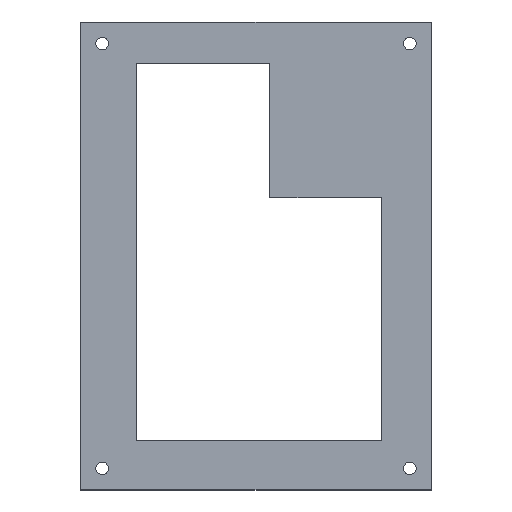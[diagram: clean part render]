
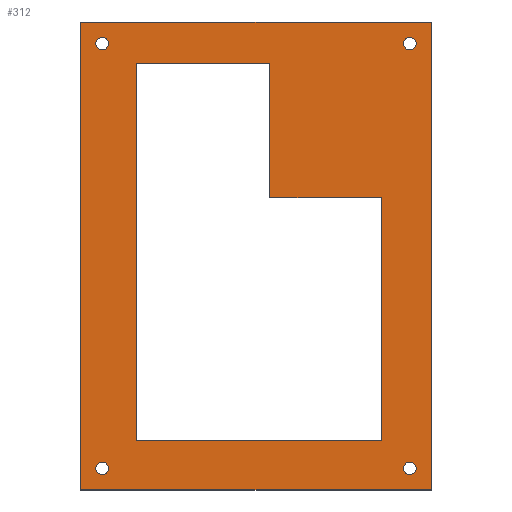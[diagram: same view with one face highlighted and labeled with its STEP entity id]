
A CAD part, top view. The second image highlights one B-rep face of the part: STEP entity #312.
In plain terms, the highlighted planar face has unit normal (0, 0, 1).
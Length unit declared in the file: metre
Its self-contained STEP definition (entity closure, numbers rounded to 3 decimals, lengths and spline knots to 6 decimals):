
#12=CIRCLE('',#337,0.00145);
#14=CIRCLE('',#340,0.00145);
#16=CIRCLE('',#343,0.00145);
#18=CIRCLE('',#346,0.00145);
#72=ORIENTED_EDGE('',*,*,#134,.F.);
#73=ORIENTED_EDGE('',*,*,#132,.F.);
#74=ORIENTED_EDGE('',*,*,#130,.F.);
#75=ORIENTED_EDGE('',*,*,#128,.F.);
#76=ORIENTED_EDGE('',*,*,#112,.F.);
#77=ORIENTED_EDGE('',*,*,#116,.T.);
#78=ORIENTED_EDGE('',*,*,#119,.T.);
#79=ORIENTED_EDGE('',*,*,#122,.T.);
#80=ORIENTED_EDGE('',*,*,#125,.T.);
#81=ORIENTED_EDGE('',*,*,#127,.F.);
#82=ORIENTED_EDGE('',*,*,#102,.F.);
#83=ORIENTED_EDGE('',*,*,#106,.T.);
#84=ORIENTED_EDGE('',*,*,#109,.T.);
#85=ORIENTED_EDGE('',*,*,#137,.F.);
#102=EDGE_CURVE('',#140,#141,#168,.T.);
#106=EDGE_CURVE('',#140,#143,#172,.T.);
#109=EDGE_CURVE('',#143,#145,#175,.T.);
#112=EDGE_CURVE('',#148,#149,#178,.T.);
#116=EDGE_CURVE('',#148,#151,#182,.T.);
#119=EDGE_CURVE('',#151,#153,#185,.T.);
#122=EDGE_CURVE('',#153,#155,#188,.T.);
#125=EDGE_CURVE('',#155,#157,#191,.T.);
#127=EDGE_CURVE('',#149,#157,#193,.T.);
#128=EDGE_CURVE('',#158,#158,#12,.T.);
#130=EDGE_CURVE('',#160,#160,#14,.T.);
#132=EDGE_CURVE('',#162,#162,#16,.T.);
#134=EDGE_CURVE('',#164,#164,#18,.T.);
#137=EDGE_CURVE('',#141,#145,#195,.T.);
#140=VERTEX_POINT('',#437);
#141=VERTEX_POINT('',#439);
#143=VERTEX_POINT('',#445);
#145=VERTEX_POINT('',#451);
#148=VERTEX_POINT('',#458);
#149=VERTEX_POINT('',#460);
#151=VERTEX_POINT('',#466);
#153=VERTEX_POINT('',#472);
#155=VERTEX_POINT('',#478);
#157=VERTEX_POINT('',#484);
#158=VERTEX_POINT('',#491);
#160=VERTEX_POINT('',#496);
#162=VERTEX_POINT('',#501);
#164=VERTEX_POINT('',#506);
#168=LINE('',#438,#198);
#172=LINE('',#446,#202);
#175=LINE('',#452,#205);
#178=LINE('',#459,#208);
#182=LINE('',#467,#212);
#185=LINE('',#473,#215);
#188=LINE('',#479,#218);
#191=LINE('',#485,#221);
#193=LINE('',#488,#223);
#195=LINE('',#511,#225);
#198=VECTOR('',#357,1.);
#202=VECTOR('',#363,1.);
#205=VECTOR('',#368,1.);
#208=VECTOR('',#373,1.);
#212=VECTOR('',#379,1.);
#215=VECTOR('',#384,1.);
#218=VECTOR('',#389,1.);
#221=VECTOR('',#394,1.);
#223=VECTOR('',#398,1.);
#225=VECTOR('',#426,1.);
#244=EDGE_LOOP('',(#72));
#245=EDGE_LOOP('',(#73));
#246=EDGE_LOOP('',(#74));
#247=EDGE_LOOP('',(#75));
#248=EDGE_LOOP('',(#76,#77,#78,#79,#80,#81));
#249=EDGE_LOOP('',(#82,#83,#84,#85));
#274=FACE_BOUND('',#244,.T.);
#275=FACE_BOUND('',#245,.T.);
#276=FACE_BOUND('',#246,.T.);
#277=FACE_BOUND('',#247,.T.);
#278=FACE_BOUND('',#248,.T.);
#279=FACE_BOUND('',#249,.T.);
#296=PLANE('',#349);
#312=ADVANCED_FACE('',(#274,#275,#276,#277,#278,#279),#296,.T.);
#337=AXIS2_PLACEMENT_3D('',#490,#401,#402);
#340=AXIS2_PLACEMENT_3D('',#495,#407,#408);
#343=AXIS2_PLACEMENT_3D('',#500,#413,#414);
#346=AXIS2_PLACEMENT_3D('',#505,#419,#420);
#349=AXIS2_PLACEMENT_3D('',#512,#427,#428);
#357=DIRECTION('',(1.,0.,0.));
#363=DIRECTION('',(0.,-1.,0.));
#368=DIRECTION('',(1.,0.,0.));
#373=DIRECTION('',(0.,-1.,0.));
#379=DIRECTION('',(1.,0.,0.));
#384=DIRECTION('',(0.,-1.,0.));
#389=DIRECTION('',(1.,0.,0.));
#394=DIRECTION('',(0.,-1.,0.));
#398=DIRECTION('',(1.,0.,0.));
#401=DIRECTION('',(0.,0.,1.));
#402=DIRECTION('',(1.,0.,0.));
#407=DIRECTION('',(0.,0.,1.));
#408=DIRECTION('',(1.,0.,0.));
#413=DIRECTION('',(0.,0.,1.));
#414=DIRECTION('',(1.,0.,0.));
#419=DIRECTION('',(0.,0.,1.));
#420=DIRECTION('',(1.,0.,0.));
#426=DIRECTION('',(0.,-1.,0.));
#427=DIRECTION('',(0.,0.,1.));
#428=DIRECTION('',(1.,0.,0.));
#437=CARTESIAN_POINT('',(-0.040129,0.054263,0.016));
#438=CARTESIAN_POINT('',(0.000371,0.054263,0.016));
#439=CARTESIAN_POINT('',(0.040871,0.054263,0.016));
#445=CARTESIAN_POINT('',(-0.040129,-0.053737,0.016));
#446=CARTESIAN_POINT('',(-0.040129,0.000263,0.016));
#451=CARTESIAN_POINT('',(0.040871,-0.053737,0.016));
#452=CARTESIAN_POINT('',(0.000371,-0.053737,0.016));
#458=CARTESIAN_POINT('',(-0.027224,0.044756,0.016));
#459=CARTESIAN_POINT('',(-0.027224,0.029239,0.016));
#460=CARTESIAN_POINT('',(-0.027224,-0.042432,0.016));
#466=CARTESIAN_POINT('',(0.003555,0.044756,0.016));
#467=CARTESIAN_POINT('',(-0.011834,0.044756,0.016));
#472=CARTESIAN_POINT('',(0.003555,0.013723,0.016));
#473=CARTESIAN_POINT('',(0.003555,0.029239,0.016));
#478=CARTESIAN_POINT('',(0.029363,0.013723,0.016));
#479=CARTESIAN_POINT('',(0.016459,0.013723,0.016));
#484=CARTESIAN_POINT('',(0.029363,-0.042432,0.016));
#485=CARTESIAN_POINT('',(0.029363,-0.014355,0.016));
#488=CARTESIAN_POINT('',(0.00107,-0.042432,0.016));
#490=CARTESIAN_POINT('',(-0.035129,0.049263,0.016));
#491=CARTESIAN_POINT('',(-0.033679,0.049263,0.016));
#495=CARTESIAN_POINT('',(0.035871,0.049263,0.016));
#496=CARTESIAN_POINT('',(0.037321,0.049263,0.016));
#500=CARTESIAN_POINT('',(-0.035129,-0.048737,0.016));
#501=CARTESIAN_POINT('',(-0.033679,-0.048737,0.016));
#505=CARTESIAN_POINT('',(0.035871,-0.048737,0.016));
#506=CARTESIAN_POINT('',(0.037321,-0.048737,0.016));
#511=CARTESIAN_POINT('',(0.040871,0.000263,0.016));
#512=CARTESIAN_POINT('',(0.000371,0.000263,0.016));
